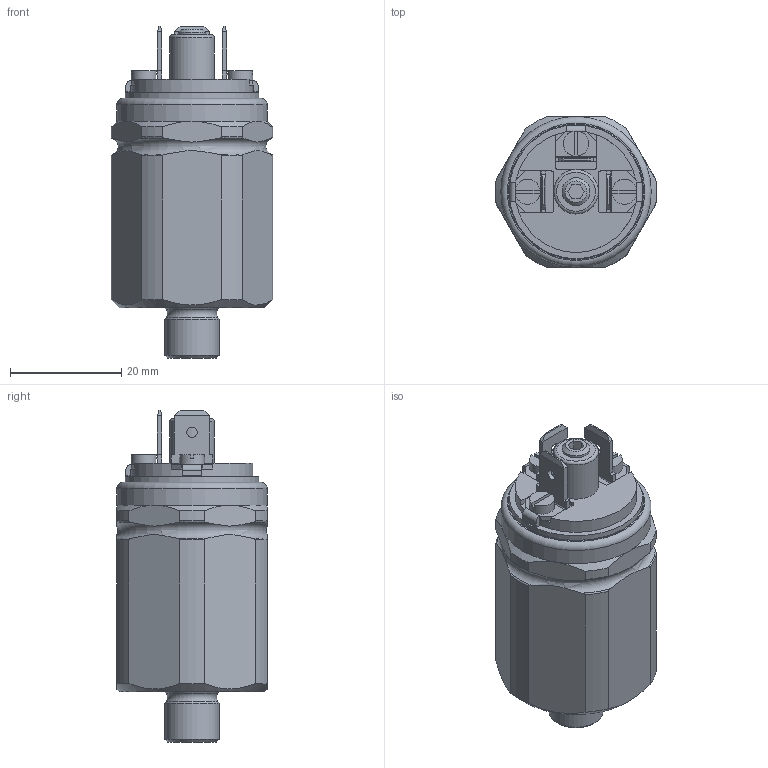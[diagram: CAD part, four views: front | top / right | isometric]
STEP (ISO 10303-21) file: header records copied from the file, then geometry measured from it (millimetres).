
FILE_DESCRIPTION(('Bauteilbeschreibung','HiCAD-Model','HiCAD-STEP-TRANSLATION','Bauteilbeschreibung'),'2;1');
FILE_NAME('TYP_300.STP','2011-09-08T15:03:46+00:00',('Konstrukteur'),('Konstrukteur Firma GmbH'),'HiCAD3 V1210 STEP 1.6.2005','HiCAD3 V1210','confidential');
FILE_SCHEMA(('AUTOMOTIVE_DESIGN { 1 2 10303 214 0 1 1 1 }'));
Length unit declared in the file: millimetre
Products named in the file (2): TYP_300; TYP0300
Assembly tree (1 placements, depth 2):
  TYP_300
    TYP0300
Bounding box: 28.96 x 27 x 59.6 mm (x, y, z)
Volume: 24792.6 mm3; surface area: 9176.7 mm2
Topology: 7 solids, 11 shells, 228 faces, 564 edges, 362 vertices
Faces by surface type: plane 139, cylinder 57, torus 17, cone 15
Full cylindrical faces by diameter (mm): 1.85 x3, 2.5 x3, 2.8 x3, 3.869 x2, 4.019 x1, 4.1 x1, 4.5 x3, 5 x3, 7.5 x1, 8 x1, 9.728 x1, 21.8 x1, 24 x1, 26 x1, 26.04 x1, 27 x1
Entity records: 13841 total; most frequent: CARTESIAN_POINT 4336, DIRECTION 1063, ORIENTED_EDGE 1002, COLOUR_RGB 730, PRESENTATION_STYLE_ASSIGNMENT 730, OVER_RIDING_STYLED_ITEM 729, CURVE_STYLE 501, DRAUGHTING_PRE_DEFINED_CURVE_FONT 501
